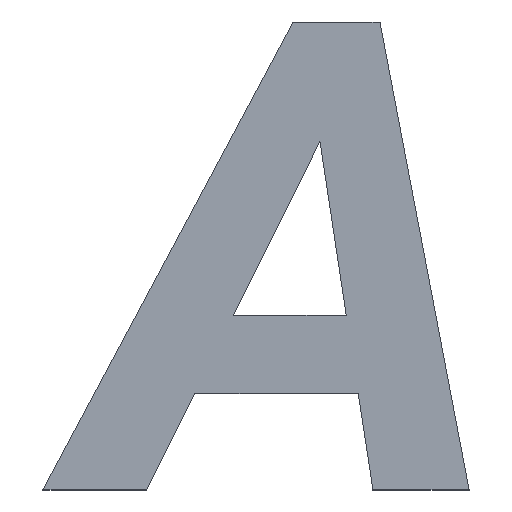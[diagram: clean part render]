
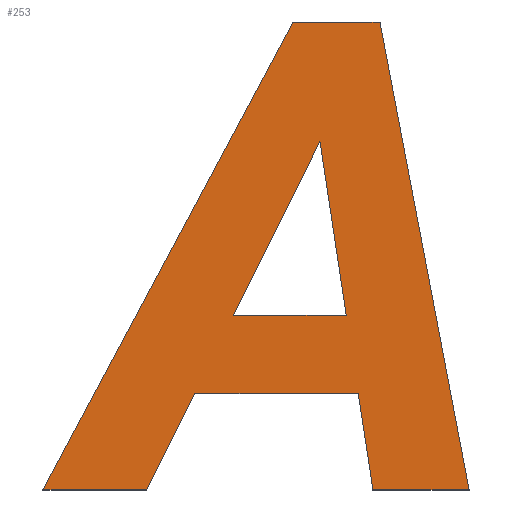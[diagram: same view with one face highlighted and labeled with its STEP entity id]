
A CAD part, top view. The second image highlights one B-rep face of the part: STEP entity #253.
In plain terms, the highlighted planar face has unit normal (0, 0, 1).
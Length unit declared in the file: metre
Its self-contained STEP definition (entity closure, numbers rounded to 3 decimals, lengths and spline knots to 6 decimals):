
#63=ORIENTED_EDGE('',*,*,#96,.F.);
#64=ORIENTED_EDGE('',*,*,#99,.F.);
#65=ORIENTED_EDGE('',*,*,#101,.F.);
#66=ORIENTED_EDGE('',*,*,#103,.F.);
#67=ORIENTED_EDGE('',*,*,#105,.F.);
#68=ORIENTED_EDGE('',*,*,#107,.F.);
#69=ORIENTED_EDGE('',*,*,#109,.F.);
#70=ORIENTED_EDGE('',*,*,#110,.F.);
#71=ORIENTED_EDGE('',*,*,#94,.F.);
#72=ORIENTED_EDGE('',*,*,#93,.F.);
#73=ORIENTED_EDGE('',*,*,#91,.F.);
#91=EDGE_CURVE('',#123,#122,#146,.T.);
#93=EDGE_CURVE('',#122,#124,#148,.T.);
#94=EDGE_CURVE('',#124,#123,#149,.T.);
#96=EDGE_CURVE('',#125,#126,#151,.T.);
#99=EDGE_CURVE('',#127,#125,#154,.T.);
#101=EDGE_CURVE('',#128,#127,#156,.T.);
#103=EDGE_CURVE('',#129,#128,#158,.T.);
#105=EDGE_CURVE('',#130,#129,#160,.T.);
#107=EDGE_CURVE('',#131,#130,#162,.T.);
#109=EDGE_CURVE('',#132,#131,#164,.T.);
#110=EDGE_CURVE('',#126,#132,#165,.T.);
#122=VERTEX_POINT('',#368);
#123=VERTEX_POINT('',#370);
#124=VERTEX_POINT('',#374);
#125=VERTEX_POINT('',#380);
#126=VERTEX_POINT('',#382);
#127=VERTEX_POINT('',#386);
#128=VERTEX_POINT('',#390);
#129=VERTEX_POINT('',#394);
#130=VERTEX_POINT('',#398);
#131=VERTEX_POINT('',#402);
#132=VERTEX_POINT('',#406);
#146=LINE('',#371,#179);
#148=LINE('',#375,#181);
#149=LINE('',#377,#182);
#151=LINE('',#381,#184);
#154=LINE('',#387,#187);
#156=LINE('',#391,#189);
#158=LINE('',#395,#191);
#160=LINE('',#399,#193);
#162=LINE('',#403,#195);
#164=LINE('',#407,#197);
#165=LINE('',#409,#198);
#179=VECTOR('',#300,1.);
#181=VECTOR('',#304,1.);
#182=VECTOR('',#307,1.);
#184=VECTOR('',#311,1.);
#187=VECTOR('',#316,1.);
#189=VECTOR('',#320,1.);
#191=VECTOR('',#324,1.);
#193=VECTOR('',#328,1.);
#195=VECTOR('',#332,1.);
#197=VECTOR('',#336,1.);
#198=VECTOR('',#339,1.);
#211=EDGE_LOOP('',(#63,#64,#65,#66,#67,#68,#69,#70));
#212=EDGE_LOOP('',(#71,#72,#73));
#226=FACE_BOUND('',#211,.T.);
#227=FACE_BOUND('',#212,.T.);
#240=PLANE('',#279);
#253=ADVANCED_FACE('',(#226,#227),#240,.T.);
#279=AXIS2_PLACEMENT_3D('',#408,#337,#338);
#300=DIRECTION('',(-0.149,0.989,0.));
#304=DIRECTION('',(-0.445,-0.896,0.));
#307=DIRECTION('',(1.,0.,0.));
#311=DIRECTION('',(-1.,0.,0.));
#316=DIRECTION('',(-0.151,0.989,0.));
#320=DIRECTION('',(-1.,0.,0.));
#324=DIRECTION('',(0.187,-0.982,0.));
#328=DIRECTION('',(1.,0.,0.));
#332=DIRECTION('',(0.471,0.882,0.));
#336=DIRECTION('',(-1.,0.,0.));
#337=DIRECTION('',(0.,0.,1.));
#338=DIRECTION('',(1.,0.,0.));
#339=DIRECTION('',(-0.447,-0.894,0.));
#368=CARTESIAN_POINT('',(0.171523,-0.062311,0.0012));
#370=CARTESIAN_POINT('',(0.171844,-0.06444,0.0012));
#371=CARTESIAN_POINT('',(0.171684,-0.063376,0.0012));
#374=CARTESIAN_POINT('',(0.170466,-0.06444,0.0012));
#375=CARTESIAN_POINT('',(0.170994,-0.063376,0.0012));
#377=CARTESIAN_POINT('',(0.171155,-0.06444,0.0012));
#380=CARTESIAN_POINT('',(0.17199,-0.065394,0.0012));
#381=CARTESIAN_POINT('',(0.170992,-0.065394,0.0012));
#382=CARTESIAN_POINT('',(0.169995,-0.065394,0.0012));
#386=CARTESIAN_POINT('',(0.17217,-0.066573,0.0012));
#387=CARTESIAN_POINT('',(0.17208,-0.065983,0.0012));
#390=CARTESIAN_POINT('',(0.173345,-0.066573,0.0012));
#391=CARTESIAN_POINT('',(0.172757,-0.066573,0.0012));
#394=CARTESIAN_POINT('',(0.172257,-0.060855,0.0012));
#395=CARTESIAN_POINT('',(0.172801,-0.063714,0.0012));
#398=CARTESIAN_POINT('',(0.171192,-0.060855,0.0012));
#399=CARTESIAN_POINT('',(0.171724,-0.060855,0.0012));
#402=CARTESIAN_POINT('',(0.168137,-0.066573,0.0012));
#403=CARTESIAN_POINT('',(0.169665,-0.063714,0.0012));
#406=CARTESIAN_POINT('',(0.169405,-0.066573,0.0012));
#407=CARTESIAN_POINT('',(0.168771,-0.066573,0.0012));
#408=CARTESIAN_POINT('',(0.07858,-0.042385,0.0012));
#409=CARTESIAN_POINT('',(0.1697,-0.065983,0.0012));
